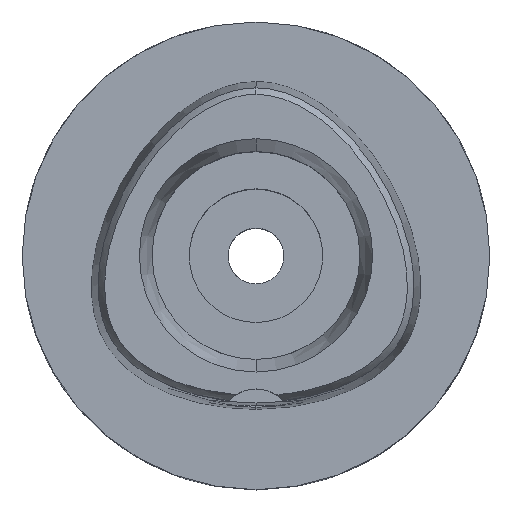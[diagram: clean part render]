
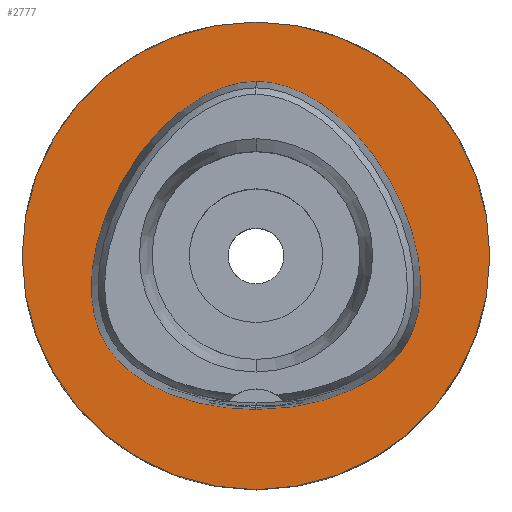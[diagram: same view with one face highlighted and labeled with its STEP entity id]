
A CAD part, top view. The second image highlights one B-rep face of the part: STEP entity #2777.
In plain terms, the highlighted planar face has unit normal (0, 0, 1).
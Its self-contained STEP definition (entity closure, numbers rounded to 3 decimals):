
#288=CARTESIAN_POINT('',(0.,0.,0.));
#289=DIRECTION('',(0.,0.,-1.));
#290=DIRECTION('',(0.,-1.,0.));
#291=AXIS2_PLACEMENT_3D('',#288,#289,#290);
#296=CARTESIAN_POINT('',(0.,0.,0.));
#297=DIRECTION('',(0.,0.,-1.));
#298=DIRECTION('',(0.,1.,0.));
#299=AXIS2_PLACEMENT_3D('',#296,#297,#298);
#304=CARTESIAN_POINT('',(0.,-20.675,0.));
#305=CARTESIAN_POINT('',(0.942,-20.675,0.));
#306=CARTESIAN_POINT('',(2.794,-20.601,
0.));
#307=CARTESIAN_POINT('',(5.508,-20.278,0.));
#308=CARTESIAN_POINT('',(8.042,-19.765,0.));
#309=CARTESIAN_POINT('',(10.348,-19.099,0.));
#310=CARTESIAN_POINT('',(12.397,-18.314,0.));
#311=CARTESIAN_POINT('',(14.187,-17.444,0.));
#312=CARTESIAN_POINT('',(15.733,-16.514,0.));
#313=CARTESIAN_POINT('',(17.054,-15.541,0.));
#314=CARTESIAN_POINT('',(18.174,-14.539,0.));
#315=CARTESIAN_POINT('',(19.12,-13.509,0.));
#316=CARTESIAN_POINT('',(19.902,-12.464,0.));
#317=CARTESIAN_POINT('',(20.552,-11.382,0.));
#318=CARTESIAN_POINT('',(21.098,-10.216,0.));
#319=CARTESIAN_POINT('',(21.551,-8.927,0.));
#320=CARTESIAN_POINT('',(21.897,-7.504,0.));
#321=CARTESIAN_POINT('',(22.122,-5.928,0.));
#322=CARTESIAN_POINT('',(22.208,-4.183,0.));
#323=CARTESIAN_POINT('',(22.127,-2.258,0.));
#324=CARTESIAN_POINT('',(21.853,-0.149,0.));
#325=CARTESIAN_POINT('',(21.356,2.131,0.));
#326=CARTESIAN_POINT('',(20.615,4.549,0.));
#327=CARTESIAN_POINT('',(19.622,7.048,0.));
#328=CARTESIAN_POINT('',(18.39,9.548,0.));
#329=CARTESIAN_POINT('',(16.952,11.962,0.));
#330=CARTESIAN_POINT('',(15.356,14.216,0.));
#331=CARTESIAN_POINT('',(13.662,16.241,0.));
#332=CARTESIAN_POINT('',(11.933,17.996,0.));
#333=CARTESIAN_POINT('',(10.216,19.47,0.));
#334=CARTESIAN_POINT('',(8.547,20.671,0.));
#335=CARTESIAN_POINT('',(6.944,21.62,0.));
#336=CARTESIAN_POINT('',(5.417,22.346,0.));
#337=CARTESIAN_POINT('',(3.964,22.874,0.));
#338=CARTESIAN_POINT('',(2.581,23.23,0.));
#339=CARTESIAN_POINT('',(1.262,23.432,
0.));
#340=CARTESIAN_POINT('',(0.415,23.475,
0.));
#341=CARTESIAN_POINT('',(0.,23.475,
0.));
#346=CARTESIAN_POINT('',(0.,23.475,
0.));
#347=CARTESIAN_POINT('',(-0.415,23.475,
0.));
#348=CARTESIAN_POINT('',(-1.262,23.432,
0.));
#349=CARTESIAN_POINT('',(-2.582,23.23,0.));
#350=CARTESIAN_POINT('',(-3.965,22.874,0.));
#351=CARTESIAN_POINT('',(-5.418,22.345,0.));
#352=CARTESIAN_POINT('',(-6.946,21.62,0.));
#353=CARTESIAN_POINT('',(-8.549,20.67,0.));
#354=CARTESIAN_POINT('',(-10.219,19.468,0.));
#355=CARTESIAN_POINT('',(-11.936,17.993,0.));
#356=CARTESIAN_POINT('',(-13.666,16.237,0.));
#357=CARTESIAN_POINT('',(-15.36,14.21,0.));
#358=CARTESIAN_POINT('',(-16.956,11.956,0.));
#359=CARTESIAN_POINT('',(-18.394,9.541,0.));
#360=CARTESIAN_POINT('',(-19.625,7.04,0.));
#361=CARTESIAN_POINT('',(-20.618,4.541,0.));
#362=CARTESIAN_POINT('',(-21.358,2.124,0.));
#363=CARTESIAN_POINT('',(-21.854,-0.155,0.));
#364=CARTESIAN_POINT('',(-22.128,-2.263,0.));
#365=CARTESIAN_POINT('',(-22.208,-4.188,0.));
#366=CARTESIAN_POINT('',(-22.122,-5.932,0.));
#367=CARTESIAN_POINT('',(-21.896,-7.508,0.));
#368=CARTESIAN_POINT('',(-21.549,-8.931,0.));
#369=CARTESIAN_POINT('',(-21.096,-10.221,0.));
#370=CARTESIAN_POINT('',(-20.552,-11.382,0.));
#371=CARTESIAN_POINT('',(-19.905,-12.46,0.));
#372=CARTESIAN_POINT('',(-19.123,-13.505,0.));
#373=CARTESIAN_POINT('',(-18.178,-14.535,0.));
#374=CARTESIAN_POINT('',(-17.058,-15.538,0.));
#375=CARTESIAN_POINT('',(-15.737,-16.511,0.));
#376=CARTESIAN_POINT('',(-14.192,-17.442,0.));
#377=CARTESIAN_POINT('',(-12.401,-18.313,0.));
#378=CARTESIAN_POINT('',(-10.352,-19.098,0.));
#379=CARTESIAN_POINT('',(-8.045,-19.765,0.));
#380=CARTESIAN_POINT('',(-5.51,-20.277,0.));
#381=CARTESIAN_POINT('',(-2.794,-20.601,
0.));
#382=CARTESIAN_POINT('',(-0.943,-20.675,0.));
#383=CARTESIAN_POINT('',(0.,-20.675,0.));
#1896=VERTEX_POINT('',#346);
#1897=VERTEX_POINT('',#383);
#1902=CARTESIAN_POINT('',(0.,-31.5,0.));
#1903=CARTESIAN_POINT('',(0.,31.5,0.));
#1904=VERTEX_POINT('',#1902);
#1905=VERTEX_POINT('',#1903);
#2761=CARTESIAN_POINT('',(0.,0.,0.));
#2762=DIRECTION('',(0.,0.,-1.));
#2763=DIRECTION('',(0.,-1.,0.));
#2764=AXIS2_PLACEMENT_3D('',#2761,#2762,#2763);
#2765=PLANE('',#2764);
#2767=ORIENTED_EDGE('',*,*,#2766,.T.);
#2769=ORIENTED_EDGE('',*,*,#2768,.T.);
#2770=EDGE_LOOP('',(#2767,#2769));
#2771=FACE_OUTER_BOUND('',#2770,.F.);
#2773=ORIENTED_EDGE('',*,*,#2772,.T.);
#2774=ORIENTED_EDGE('',*,*,#2744,.T.);
#2775=EDGE_LOOP('',(#2773,#2774));
#2776=FACE_BOUND('',#2775,.F.);
#292=CIRCLE('',#291,31.5);
#300=CIRCLE('',#299,31.5);
#342=B_SPLINE_CURVE_WITH_KNOTS('',3,(#304,#305,#306,#307,#308,#309,#310,#311,
#312,#313,#314,#315,#316,#317,#318,#319,#320,#321,#322,#323,#324,#325,#326,#327,
#328,#329,#330,#331,#332,#333,#334,#335,#336,#337,#338,#339,#340,#341),
.UNSPECIFIED.,.F.,.F.,(4,1,1,1,1,1,1,1,1,1,1,1,1,1,1,1,1,1,1,1,1,1,1,1,1,1,1,1,
1,1,1,1,1,1,1,4),(0.,0.029,0.057,0.086,
0.114,0.143,0.171,0.2,0.229,
0.257,0.286,0.314,0.343,
0.371,0.4,0.429,0.457,0.486,
0.514,0.543,0.571,0.6,0.629,
0.657,0.686,0.714,0.743,
0.771,0.8,0.829,0.857,0.886,
0.914,0.943,0.971,1.),.UNSPECIFIED.);
#384=B_SPLINE_CURVE_WITH_KNOTS('',3,(#346,#347,#348,#349,#350,#351,#352,#353,
#354,#355,#356,#357,#358,#359,#360,#361,#362,#363,#364,#365,#366,#367,#368,#369,
#370,#371,#372,#373,#374,#375,#376,#377,#378,#379,#380,#381,#382,#383),
.UNSPECIFIED.,.F.,.F.,(4,1,1,1,1,1,1,1,1,1,1,1,1,1,1,1,1,1,1,1,1,1,1,1,1,1,1,1,
1,1,1,1,1,1,1,4),(0.,0.029,0.057,0.086,
0.114,0.143,0.171,0.2,0.229,
0.257,0.286,0.314,0.343,
0.371,0.4,0.429,0.457,0.486,
0.514,0.543,0.571,0.6,0.629,
0.657,0.686,0.714,0.743,
0.771,0.8,0.829,0.857,0.886,
0.914,0.943,0.971,1.),.UNSPECIFIED.);
#2744=EDGE_CURVE('',#1896,#1897,#384,.T.);
#2766=EDGE_CURVE('',#1904,#1905,#292,.T.);
#2768=EDGE_CURVE('',#1905,#1904,#300,.T.);
#2772=EDGE_CURVE('',#1897,#1896,#342,.T.);
#2777=ADVANCED_FACE('',(#2771,#2776),#2765,.F.);
